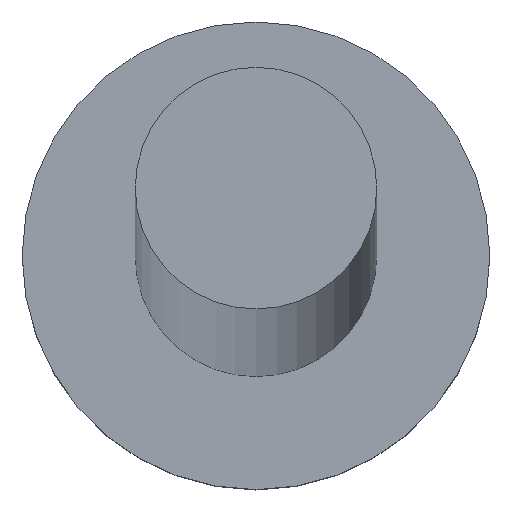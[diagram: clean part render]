
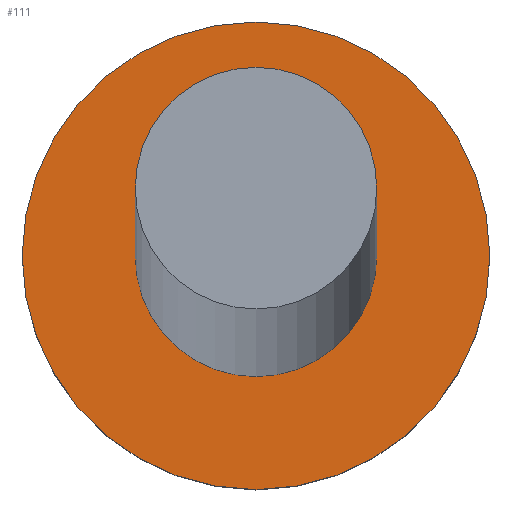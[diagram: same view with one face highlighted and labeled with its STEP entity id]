
A CAD part, top view. The second image highlights one B-rep face of the part: STEP entity #111.
In plain terms, the highlighted planar face has unit normal (0, 0, 1).
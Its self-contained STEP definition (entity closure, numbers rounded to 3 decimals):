
#17 = DIRECTION ( 'NONE',  ( 1., 0., 0. ) ) ;
#22 = CARTESIAN_POINT ( 'NONE',  ( 6., 0., 5. ) ) ;
#23 = CIRCLE ( 'NONE', #57, 6. ) ;
#24 = DIRECTION ( 'NONE',  ( 1., 0., 0. ) ) ;
#25 = CARTESIAN_POINT ( 'NONE',  ( 0., 0., 5. ) ) ;
#33 = EDGE_CURVE ( 'NONE', #128, #61, #23, .T. ) ;
#35 = ORIENTED_EDGE ( 'NONE', *, *, #242, .T. ) ;
#37 = DIRECTION ( 'NONE',  ( 1., 0., 0. ) ) ;
#39 = EDGE_CURVE ( 'NONE', #213, #207, #169, .T. ) ;
#45 = EDGE_LOOP ( 'NONE', ( #71, #246 ) ) ;
#46 = AXIS2_PLACEMENT_3D ( 'NONE', #221, #85, #113 ) ;
#48 = EDGE_LOOP ( 'NONE', ( #196, #35 ) ) ;
#52 = CIRCLE ( 'NONE', #138, 3.1 ) ;
#57 = AXIS2_PLACEMENT_3D ( 'NONE', #137, #218, #17 ) ;
#61 = VERTEX_POINT ( 'NONE', #22 ) ;
#68 = FACE_OUTER_BOUND ( 'NONE', #48, .T. ) ;
#71 = ORIENTED_EDGE ( 'NONE', *, *, #155, .F. ) ;
#72 = AXIS2_PLACEMENT_3D ( 'NONE', #25, #107, #158 ) ;
#85 = DIRECTION ( 'NONE',  ( 0., 0., 1. ) ) ;
#97 = DIRECTION ( 'NONE',  ( 0., 0., 1. ) ) ;
#107 = DIRECTION ( 'NONE',  ( 0., 0., 1. ) ) ;
#108 = AXIS2_PLACEMENT_3D ( 'NONE', #135, #97, #37 ) ;
#111 = ADVANCED_FACE ( 'NONE', ( #240, #68 ), #205, .T. ) ;
#113 = DIRECTION ( 'NONE',  ( 1., 0., 0. ) ) ;
#127 = CARTESIAN_POINT ( 'NONE',  ( 3.1, 0., 5. ) ) ;
#128 = VERTEX_POINT ( 'NONE', #185 ) ;
#135 = CARTESIAN_POINT ( 'NONE',  ( 0., 0., 5. ) ) ;
#137 = CARTESIAN_POINT ( 'NONE',  ( 0., 0., 5. ) ) ;
#138 = AXIS2_PLACEMENT_3D ( 'NONE', #139, #223, #24 ) ;
#139 = CARTESIAN_POINT ( 'NONE',  ( 0., 0., 5. ) ) ;
#155 = EDGE_CURVE ( 'NONE', #207, #213, #52, .T. ) ;
#156 = CIRCLE ( 'NONE', #46, 6. ) ;
#158 = DIRECTION ( 'NONE',  ( 1., 0., 0. ) ) ;
#169 = CIRCLE ( 'NONE', #108, 3.1 ) ;
#185 = CARTESIAN_POINT ( 'NONE',  ( -6., 0., 5. ) ) ;
#196 = ORIENTED_EDGE ( 'NONE', *, *, #33, .T. ) ;
#205 = PLANE ( 'NONE',  #72 ) ;
#207 = VERTEX_POINT ( 'NONE', #244 ) ;
#213 = VERTEX_POINT ( 'NONE', #127 ) ;
#218 = DIRECTION ( 'NONE',  ( 0., 0., 1. ) ) ;
#221 = CARTESIAN_POINT ( 'NONE',  ( 0., 0., 5. ) ) ;
#223 = DIRECTION ( 'NONE',  ( 0., 0., 1. ) ) ;
#240 = FACE_BOUND ( 'NONE', #45, .T. ) ;
#242 = EDGE_CURVE ( 'NONE', #61, #128, #156, .T. ) ;
#244 = CARTESIAN_POINT ( 'NONE',  ( -3.1, 0., 5. ) ) ;
#246 = ORIENTED_EDGE ( 'NONE', *, *, #39, .F. ) ;
